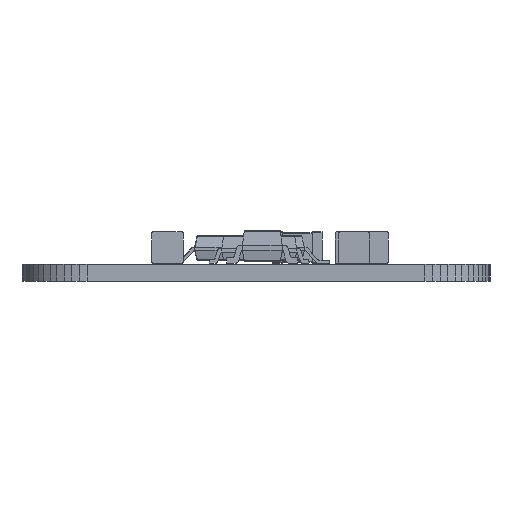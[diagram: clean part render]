
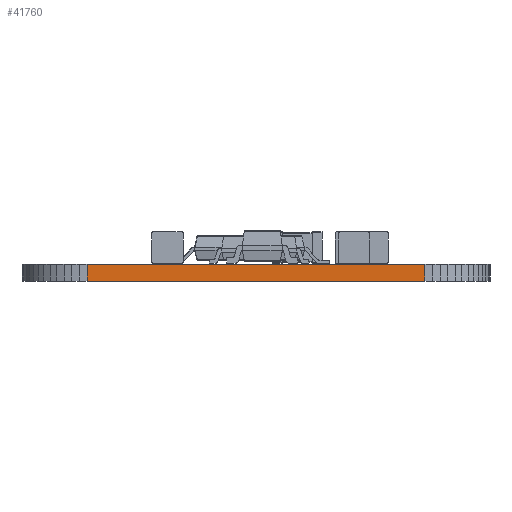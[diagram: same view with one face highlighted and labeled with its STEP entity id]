
A CAD part, front view. The second image highlights one B-rep face of the part: STEP entity #41760.
In plain terms, the highlighted planar face has unit normal (0, -1, 0).
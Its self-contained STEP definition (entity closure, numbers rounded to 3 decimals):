
#35959 = PLANE('',#35960);
#35960 = AXIS2_PLACEMENT_3D('',#35961,#35962,#35963);
#35961 = CARTESIAN_POINT('',(7.62,-13.97,0.68));
#35962 = DIRECTION('',(-0.,-0.,-1.));
#35963 = DIRECTION('',(-1.,0.,0.));
#36013 = PLANE('',#36014);
#36014 = AXIS2_PLACEMENT_3D('',#36015,#36016,#36017);
#36015 = CARTESIAN_POINT('',(7.62,-13.97,0.));
#36016 = DIRECTION('',(-0.,-0.,-1.));
#36017 = DIRECTION('',(-1.,0.,0.));
#36822 = VERTEX_POINT('',#36823);
#36823 = CARTESIAN_POINT('',(14.404,-30.554,0.));
#36837 = PLANE('',#36838);
#36838 = AXIS2_PLACEMENT_3D('',#36839,#36840,#36841);
#36839 = CARTESIAN_POINT('',(14.719,-30.535,0.));
#36840 = DIRECTION('',(0.06,-0.998,0.));
#36841 = DIRECTION('',(-0.998,-0.06,0.));
#36849 = EDGE_CURVE('',#36822,#36850,#36852,.T.);
#36850 = VERTEX_POINT('',#36851);
#36851 = CARTESIAN_POINT('',(0.836,-30.554,0.));
#36852 = SURFACE_CURVE('',#36853,(#36857,#36864),.PCURVE_S1.);
#36853 = LINE('',#36854,#36855);
#36854 = CARTESIAN_POINT('',(14.404,-30.554,0.));
#36855 = VECTOR('',#36856,1.);
#36856 = DIRECTION('',(-1.,0.,0.));
#36857 = PCURVE('',#36013,#36858);
#36858 = DEFINITIONAL_REPRESENTATION('',(#36859),#36863);
#36859 = LINE('',#36860,#36861);
#36860 = CARTESIAN_POINT('',(-6.784,-16.584));
#36861 = VECTOR('',#36862,1.);
#36862 = DIRECTION('',(1.,0.));
#36863 = ( GEOMETRIC_REPRESENTATION_CONTEXT(2) 
PARAMETRIC_REPRESENTATION_CONTEXT() REPRESENTATION_CONTEXT('2D SPACE',''
  ) );
#36864 = PCURVE('',#36865,#36870);
#36865 = PLANE('',#36866);
#36866 = AXIS2_PLACEMENT_3D('',#36867,#36868,#36869);
#36867 = CARTESIAN_POINT('',(14.404,-30.554,0.));
#36868 = DIRECTION('',(0.,-1.,0.));
#36869 = DIRECTION('',(-1.,0.,0.));
#36870 = DEFINITIONAL_REPRESENTATION('',(#36871),#36875);
#36871 = LINE('',#36872,#36873);
#36872 = CARTESIAN_POINT('',(0.,0.));
#36873 = VECTOR('',#36874,1.);
#36874 = DIRECTION('',(1.,0.));
#36875 = ( GEOMETRIC_REPRESENTATION_CONTEXT(2) 
PARAMETRIC_REPRESENTATION_CONTEXT() REPRESENTATION_CONTEXT('2D SPACE',''
  ) );
#36893 = PLANE('',#36894);
#36894 = AXIS2_PLACEMENT_3D('',#36895,#36896,#36897);
#36895 = CARTESIAN_POINT('',(0.836,-30.554,0.));
#36896 = DIRECTION('',(-0.06,-0.998,0.));
#36897 = DIRECTION('',(-0.998,0.06,0.));
#39030 = VERTEX_POINT('',#39031);
#39031 = CARTESIAN_POINT('',(14.404,-30.554,0.68));
#39052 = EDGE_CURVE('',#39030,#39053,#39055,.T.);
#39053 = VERTEX_POINT('',#39054);
#39054 = CARTESIAN_POINT('',(0.836,-30.554,0.68));
#39055 = SURFACE_CURVE('',#39056,(#39060,#39067),.PCURVE_S1.);
#39056 = LINE('',#39057,#39058);
#39057 = CARTESIAN_POINT('',(14.404,-30.554,0.68));
#39058 = VECTOR('',#39059,1.);
#39059 = DIRECTION('',(-1.,0.,0.));
#39060 = PCURVE('',#35959,#39061);
#39061 = DEFINITIONAL_REPRESENTATION('',(#39062),#39066);
#39062 = LINE('',#39063,#39064);
#39063 = CARTESIAN_POINT('',(-6.784,-16.584));
#39064 = VECTOR('',#39065,1.);
#39065 = DIRECTION('',(1.,0.));
#39066 = ( GEOMETRIC_REPRESENTATION_CONTEXT(2) 
PARAMETRIC_REPRESENTATION_CONTEXT() REPRESENTATION_CONTEXT('2D SPACE',''
  ) );
#39067 = PCURVE('',#36865,#39068);
#39068 = DEFINITIONAL_REPRESENTATION('',(#39069),#39073);
#39069 = LINE('',#39070,#39071);
#39070 = CARTESIAN_POINT('',(0.,-0.68));
#39071 = VECTOR('',#39072,1.);
#39072 = DIRECTION('',(1.,0.));
#39073 = ( GEOMETRIC_REPRESENTATION_CONTEXT(2) 
PARAMETRIC_REPRESENTATION_CONTEXT() REPRESENTATION_CONTEXT('2D SPACE',''
  ) );
#41712 = EDGE_CURVE('',#36822,#39030,#41713,.T.);
#41713 = SURFACE_CURVE('',#41714,(#41718,#41725),.PCURVE_S1.);
#41714 = LINE('',#41715,#41716);
#41715 = CARTESIAN_POINT('',(14.404,-30.554,0.));
#41716 = VECTOR('',#41717,1.);
#41717 = DIRECTION('',(0.,0.,1.));
#41718 = PCURVE('',#36837,#41719);
#41719 = DEFINITIONAL_REPRESENTATION('',(#41720),#41724);
#41720 = LINE('',#41721,#41722);
#41721 = CARTESIAN_POINT('',(0.316,0.));
#41722 = VECTOR('',#41723,1.);
#41723 = DIRECTION('',(0.,-1.));
#41724 = ( GEOMETRIC_REPRESENTATION_CONTEXT(2) 
PARAMETRIC_REPRESENTATION_CONTEXT() REPRESENTATION_CONTEXT('2D SPACE',''
  ) );
#41725 = PCURVE('',#36865,#41726);
#41726 = DEFINITIONAL_REPRESENTATION('',(#41727),#41731);
#41727 = LINE('',#41728,#41729);
#41728 = CARTESIAN_POINT('',(0.,0.));
#41729 = VECTOR('',#41730,1.);
#41730 = DIRECTION('',(0.,-1.));
#41731 = ( GEOMETRIC_REPRESENTATION_CONTEXT(2) 
PARAMETRIC_REPRESENTATION_CONTEXT() REPRESENTATION_CONTEXT('2D SPACE',''
  ) );
#41760 = ADVANCED_FACE('',(#41761),#36865,.T.);
#41761 = FACE_BOUND('',#41762,.T.);
#41762 = EDGE_LOOP('',(#41763,#41764,#41765,#41786));
#41763 = ORIENTED_EDGE('',*,*,#41712,.T.);
#41764 = ORIENTED_EDGE('',*,*,#39052,.T.);
#41765 = ORIENTED_EDGE('',*,*,#41766,.F.);
#41766 = EDGE_CURVE('',#36850,#39053,#41767,.T.);
#41767 = SURFACE_CURVE('',#41768,(#41772,#41779),.PCURVE_S1.);
#41768 = LINE('',#41769,#41770);
#41769 = CARTESIAN_POINT('',(0.836,-30.554,0.));
#41770 = VECTOR('',#41771,1.);
#41771 = DIRECTION('',(0.,0.,1.));
#41772 = PCURVE('',#36865,#41773);
#41773 = DEFINITIONAL_REPRESENTATION('',(#41774),#41778);
#41774 = LINE('',#41775,#41776);
#41775 = CARTESIAN_POINT('',(13.569,0.));
#41776 = VECTOR('',#41777,1.);
#41777 = DIRECTION('',(0.,-1.));
#41778 = ( GEOMETRIC_REPRESENTATION_CONTEXT(2) 
PARAMETRIC_REPRESENTATION_CONTEXT() REPRESENTATION_CONTEXT('2D SPACE',''
  ) );
#41779 = PCURVE('',#36893,#41780);
#41780 = DEFINITIONAL_REPRESENTATION('',(#41781),#41785);
#41781 = LINE('',#41782,#41783);
#41782 = CARTESIAN_POINT('',(0.,0.));
#41783 = VECTOR('',#41784,1.);
#41784 = DIRECTION('',(0.,-1.));
#41785 = ( GEOMETRIC_REPRESENTATION_CONTEXT(2) 
PARAMETRIC_REPRESENTATION_CONTEXT() REPRESENTATION_CONTEXT('2D SPACE',''
  ) );
#41786 = ORIENTED_EDGE('',*,*,#36849,.F.);
